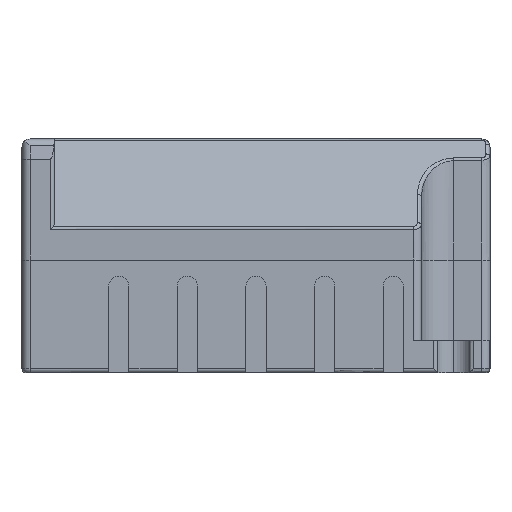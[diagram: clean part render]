
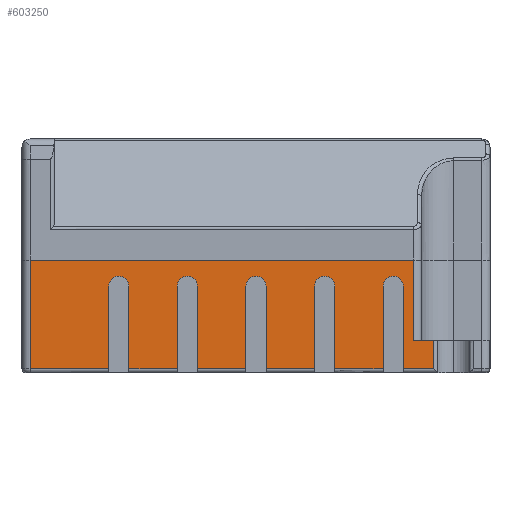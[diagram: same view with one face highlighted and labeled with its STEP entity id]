
A CAD part, left-side view. The second image highlights one B-rep face of the part: STEP entity #603250.
In plain terms, the highlighted planar face has unit normal (-1, 0, 0).
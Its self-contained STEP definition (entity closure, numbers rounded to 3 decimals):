
#349770=CARTESIAN_POINT('',(0.,44.75,0.));
#349780=DIRECTION('',(0.,0.,1.));
#349790=VECTOR('',#349780,1.);
#349800=LINE('',#349770,#349790);
#349810=CARTESIAN_POINT('',(0.,44.75,0.5));
#349820=VERTEX_POINT('',#349810);
#349830=CARTESIAN_POINT('',(0.,44.75,10.75));
#349840=VERTEX_POINT('',#349830);
#349850=EDGE_CURVE('',#349820,#349840,#349800,.T.);
#350500=CARTESIAN_POINT('',(0.,36.25,0.));
#350510=DIRECTION('',(0.,0.,1.));
#350520=VECTOR('',#350510,1.);
#350530=LINE('',#350500,#350520);
#350540=CARTESIAN_POINT('',(0.,36.25,0.5));
#350550=VERTEX_POINT('',#350540);
#350560=CARTESIAN_POINT('',(0.,36.25,10.75));
#350570=VERTEX_POINT('',#350560);
#350580=EDGE_CURVE('',#350550,#350570,#350530,.T.);
#351230=CARTESIAN_POINT('',(0.,27.75,0.));
#351240=DIRECTION('',(0.,0.,1.));
#351250=VECTOR('',#351240,1.);
#351260=LINE('',#351230,#351250);
#351270=CARTESIAN_POINT('',(0.,27.75,0.5));
#351280=VERTEX_POINT('',#351270);
#351290=CARTESIAN_POINT('',(0.,27.75,10.75));
#351300=VERTEX_POINT('',#351290);
#351310=EDGE_CURVE('',#351280,#351300,#351260,.T.);
#354550=CARTESIAN_POINT('',(0.,19.25,0.5));
#354560=VERTEX_POINT('',#354550);
#354590=CARTESIAN_POINT('',(0.,0.,0.5));
#354600=DIRECTION('',(0.,1.,0.));
#354610=VECTOR('',#354600,1.);
#354620=LINE('',#354590,#354610);
#354630=CARTESIAN_POINT('',(0.,13.25,0.5));
#354640=VERTEX_POINT('',#354630);
#354650=EDGE_CURVE('',#354640,#354560,#354620,.T.);
#354800=CARTESIAN_POINT('',(0.,10.75,0.5));
#354810=VERTEX_POINT('',#354800);
#354840=CARTESIAN_POINT('',(0.,6.95,0.5));
#354850=VERTEX_POINT('',#354840);
#354860=EDGE_CURVE('',#354850,#354810,#354620,.T.);
#355010=CARTESIAN_POINT('',(0.,57.,0.5));
#355020=VERTEX_POINT('',#355010);
#355050=CARTESIAN_POINT('',(0.,47.25,0.5));
#355060=VERTEX_POINT('',#355050);
#355070=EDGE_CURVE('',#355060,#355020,#354620,.T.);
#355180=CARTESIAN_POINT('',(0.,38.75,0.5));
#355190=VERTEX_POINT('',#355180);
#355200=EDGE_CURVE('',#355190,#349820,#354620,.T.);
#355310=CARTESIAN_POINT('',(0.,30.25,0.5));
#355320=VERTEX_POINT('',#355310);
#355330=EDGE_CURVE('',#355320,#350550,#354620,.T.);
#355440=CARTESIAN_POINT('',(0.,21.75,0.5));
#355450=VERTEX_POINT('',#355440);
#355460=EDGE_CURVE('',#355450,#351280,#354620,.T.);
#425550=CARTESIAN_POINT('',(0.,9.5,14.));
#425560=VERTEX_POINT('',#425550);
#425590=CARTESIAN_POINT('',(0.,0.,14.));
#425600=DIRECTION('',(0.,1.,0.));
#425610=VECTOR('',#425600,1.);
#425620=LINE('',#425590,#425610);
#425630=CARTESIAN_POINT('',(0.,57.,14.));
#425640=VERTEX_POINT('',#425630);
#425650=EDGE_CURVE('',#425560,#425640,#425620,.T.);
#453420=CARTESIAN_POINT('',(0.,13.25,10.75));
#453430=VERTEX_POINT('',#453420);
#453480=CARTESIAN_POINT('',(0.,13.25,0.));
#453490=DIRECTION('',(0.,0.,-1.));
#453500=VECTOR('',#453490,1.);
#453510=LINE('',#453480,#453500);
#453520=EDGE_CURVE('',#453430,#354640,#453510,.T.);
#453620=CARTESIAN_POINT('',(0.,12.,10.75));
#453630=DIRECTION('',(-1.,0.,0.));
#453640=DIRECTION('',(0.,-1.,0.));
#453650=AXIS2_PLACEMENT_3D('',#453620,#453630,#453640);
#453660=CIRCLE('',#453650,1.25);
#453670=CARTESIAN_POINT('',(0.,10.75,10.75));
#453680=VERTEX_POINT('',#453670);
#453690=EDGE_CURVE('',#453680,#453430,#453660,.T.);
#453870=CARTESIAN_POINT('',(0.,19.25,0.));
#453880=DIRECTION('',(0.,0.,1.));
#453890=VECTOR('',#453880,1.);
#453900=LINE('',#453870,#453890);
#453910=CARTESIAN_POINT('',(0.,19.25,10.75));
#453920=VERTEX_POINT('',#453910);
#453930=EDGE_CURVE('',#354560,#453920,#453900,.T.);
#454150=CARTESIAN_POINT('',(0.,21.75,10.75));
#454160=VERTEX_POINT('',#454150);
#454210=CARTESIAN_POINT('',(0.,21.75,0.));
#454220=DIRECTION('',(0.,0.,-1.));
#454230=VECTOR('',#454220,1.);
#454240=LINE('',#454210,#454230);
#454250=EDGE_CURVE('',#454160,#355450,#454240,.T.);
#454350=CARTESIAN_POINT('',(0.,20.5,10.75));
#454360=DIRECTION('',(-1.,0.,0.));
#454370=DIRECTION('',(0.,-1.,0.));
#454380=AXIS2_PLACEMENT_3D('',#454350,#454360,#454370);
#454390=CIRCLE('',#454380,1.25);
#454400=EDGE_CURVE('',#453920,#454160,#454390,.T.);
#454570=CARTESIAN_POINT('',(0.,30.25,10.75));
#454580=VERTEX_POINT('',#454570);
#454630=CARTESIAN_POINT('',(0.,30.25,0.));
#454640=DIRECTION('',(0.,0.,-1.));
#454650=VECTOR('',#454640,1.);
#454660=LINE('',#454630,#454650);
#454670=EDGE_CURVE('',#454580,#355320,#454660,.T.);
#454770=CARTESIAN_POINT('',(0.,29.,10.75));
#454780=DIRECTION('',(-1.,0.,0.));
#454790=DIRECTION('',(0.,-1.,0.));
#454800=AXIS2_PLACEMENT_3D('',#454770,#454780,#454790);
#454810=CIRCLE('',#454800,1.25);
#454820=EDGE_CURVE('',#351300,#454580,#454810,.T.);
#454990=CARTESIAN_POINT('',(0.,38.75,10.75));
#455000=VERTEX_POINT('',#454990);
#455050=CARTESIAN_POINT('',(0.,38.75,0.));
#455060=DIRECTION('',(0.,0.,-1.));
#455070=VECTOR('',#455060,1.);
#455080=LINE('',#455050,#455070);
#455090=EDGE_CURVE('',#455000,#355190,#455080,.T.);
#455190=CARTESIAN_POINT('',(0.,37.5,10.75));
#455200=DIRECTION('',(-1.,0.,0.));
#455210=DIRECTION('',(0.,-1.,0.));
#455220=AXIS2_PLACEMENT_3D('',#455190,#455200,#455210);
#455230=CIRCLE('',#455220,1.25);
#455240=EDGE_CURVE('',#350570,#455000,#455230,.T.);
#455410=CARTESIAN_POINT('',(0.,47.25,10.75));
#455420=VERTEX_POINT('',#455410);
#455470=CARTESIAN_POINT('',(0.,47.25,0.));
#455480=DIRECTION('',(0.,0.,-1.));
#455490=VECTOR('',#455480,1.);
#455500=LINE('',#455470,#455490);
#455510=EDGE_CURVE('',#455420,#355060,#455500,.T.);
#455610=CARTESIAN_POINT('',(0.,46.,10.75));
#455620=DIRECTION('',(-1.,0.,0.));
#455630=DIRECTION('',(0.,-1.,0.));
#455640=AXIS2_PLACEMENT_3D('',#455610,#455620,#455630);
#455650=CIRCLE('',#455640,1.25);
#455660=EDGE_CURVE('',#349840,#455420,#455650,.T.);
#602580=CARTESIAN_POINT('',(0.,57.,0.));
#602590=DIRECTION('',(0.,0.,1.));
#602600=VECTOR('',#602590,1.);
#602610=LINE('',#602580,#602600);
#602620=EDGE_CURVE('',#355020,#425640,#602610,.T.);
#602680=CARTESIAN_POINT('',(0.,1.,0.));
#602690=DIRECTION('',(-1.,0.,0.));
#602700=DIRECTION('',(0.,1.,0.));
#602710=AXIS2_PLACEMENT_3D('',#602680,#602690,#602700);
#602720=PLANE('',#602710);
#602730=ORIENTED_EDGE('',*,*,#602620,.F.);
#602740=ORIENTED_EDGE('',*,*,#425650,.T.);
#602750=CARTESIAN_POINT('',(0.,9.5,0.));
#602760=DIRECTION('',(0.,0.,-1.));
#602770=VECTOR('',#602760,1.);
#602780=LINE('',#602750,#602770);
#602790=CARTESIAN_POINT('',(0.,9.5,4.));
#602800=VERTEX_POINT('',#602790);
#602810=EDGE_CURVE('',#425560,#602800,#602780,.T.);
#602820=ORIENTED_EDGE('',*,*,#602810,.F.);
#602830=CARTESIAN_POINT('',(0.,0.,4.));
#602840=DIRECTION('',(0.,1.,0.));
#602850=VECTOR('',#602840,1.);
#602860=LINE('',#602830,#602850);
#602870=CARTESIAN_POINT('',(0.,6.95,4.));
#602880=VERTEX_POINT('',#602870);
#602890=EDGE_CURVE('',#602880,#602800,#602860,.T.);
#602900=ORIENTED_EDGE('',*,*,#602890,.T.);
#602910=CARTESIAN_POINT('',(0.,6.95,0.));
#602920=DIRECTION('',(0.,0.,1.));
#602930=VECTOR('',#602920,1.);
#602940=LINE('',#602910,#602930);
#602950=EDGE_CURVE('',#354850,#602880,#602940,.T.);
#602960=ORIENTED_EDGE('',*,*,#602950,.T.);
#602970=ORIENTED_EDGE('',*,*,#354860,.F.);
#602980=CARTESIAN_POINT('',(0.,10.75,0.));
#602990=DIRECTION('',(0.,0.,1.));
#603000=VECTOR('',#602990,1.);
#603010=LINE('',#602980,#603000);
#603020=EDGE_CURVE('',#354810,#453680,#603010,.T.);
#603030=ORIENTED_EDGE('',*,*,#603020,.F.);
#603040=ORIENTED_EDGE('',*,*,#453690,.F.);
#603050=ORIENTED_EDGE('',*,*,#453520,.F.);
#603060=ORIENTED_EDGE('',*,*,#354650,.F.);
#603070=ORIENTED_EDGE('',*,*,#453930,.F.);
#603080=ORIENTED_EDGE('',*,*,#454400,.F.);
#603090=ORIENTED_EDGE('',*,*,#454250,.F.);
#603100=ORIENTED_EDGE('',*,*,#355460,.F.);
#603110=ORIENTED_EDGE('',*,*,#351310,.F.);
#603120=ORIENTED_EDGE('',*,*,#454820,.F.);
#603130=ORIENTED_EDGE('',*,*,#454670,.F.);
#603140=ORIENTED_EDGE('',*,*,#355330,.F.);
#603150=ORIENTED_EDGE('',*,*,#350580,.F.);
#603160=ORIENTED_EDGE('',*,*,#455240,.F.);
#603170=ORIENTED_EDGE('',*,*,#455090,.F.);
#603180=ORIENTED_EDGE('',*,*,#355200,.F.);
#603190=ORIENTED_EDGE('',*,*,#349850,.F.);
#603200=ORIENTED_EDGE('',*,*,#455660,.F.);
#603210=ORIENTED_EDGE('',*,*,#455510,.F.);
#603220=ORIENTED_EDGE('',*,*,#355070,.F.);
#603230=EDGE_LOOP('',(#603220,#603210,#603200,#603190,#603180,#603170,
#603160,#603150,#603140,#603130,#603120,#603110,#603100,#603090,#603080,
#603070,#603060,#603050,#603040,#603030,#602970,#602960,#602900,#602820,
#602740,#602730));
#603240=FACE_OUTER_BOUND('',#603230,.T.);
#603250=ADVANCED_FACE('',(#603240),#602720,.T.);
